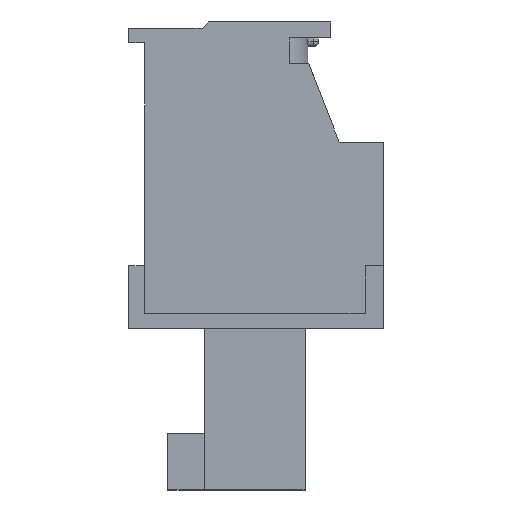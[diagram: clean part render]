
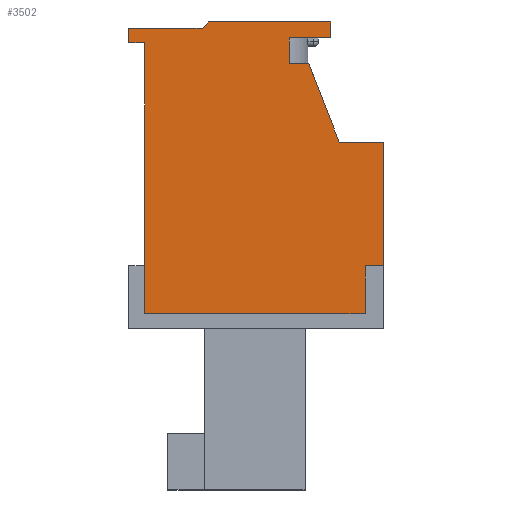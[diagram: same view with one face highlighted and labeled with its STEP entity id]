
A CAD part, left-side view. The second image highlights one B-rep face of the part: STEP entity #3502.
In plain terms, the highlighted planar face has unit normal (-1, 0, 0).
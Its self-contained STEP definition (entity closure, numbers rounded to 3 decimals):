
#3502 = ADVANCED_FACE( '', ( #7368 ), #7369, .T. );
#7368 = FACE_OUTER_BOUND( '', #11700, .T. );
#7369 = PLANE( '', #11701 );
#11700 = EDGE_LOOP( '', ( #21371, #21372, #21373, #21374, #21375, #21376, #21377, #21378, #21379, #21380, #21381, #21382, #21383, #21384, #21385, #21386 ) );
#11701 = AXIS2_PLACEMENT_3D( '', #21387, #21388, #21389 );
#21371 = ORIENTED_EDGE( '', *, *, #30475, .F. );
#21372 = ORIENTED_EDGE( '', *, *, #30476, .T. );
#21373 = ORIENTED_EDGE( '', *, *, #29314, .T. );
#21374 = ORIENTED_EDGE( '', *, *, #30168, .T. );
#21375 = ORIENTED_EDGE( '', *, *, #30290, .T. );
#21376 = ORIENTED_EDGE( '', *, *, #30477, .T. );
#21377 = ORIENTED_EDGE( '', *, *, #30478, .T. );
#21378 = ORIENTED_EDGE( '', *, *, #28135, .T. );
#21379 = ORIENTED_EDGE( '', *, *, #29387, .T. );
#21380 = ORIENTED_EDGE( '', *, *, #30479, .T. );
#21381 = ORIENTED_EDGE( '', *, *, #30480, .T. );
#21382 = ORIENTED_EDGE( '', *, *, #29107, .T. );
#21383 = ORIENTED_EDGE( '', *, *, #28217, .T. );
#21384 = ORIENTED_EDGE( '', *, *, #26478, .T. );
#21385 = ORIENTED_EDGE( '', *, *, #29654, .T. );
#21386 = ORIENTED_EDGE( '', *, *, #30481, .T. );
#21387 = CARTESIAN_POINT( '', ( -22.86, 0., 0. ) );
#21388 = DIRECTION( '', ( -1., 0., 0. ) );
#21389 = DIRECTION( '', ( 0., 0., 1. ) );
#26478 = EDGE_CURVE( '', #31674, #31672, #31675, .T. );
#28135 = EDGE_CURVE( '', #34533, #34534, #34535, .T. );
#28217 = EDGE_CURVE( '', #34664, #31674, #34665, .T. );
#29107 = EDGE_CURVE( '', #36047, #34664, #36048, .T. );
#29314 = EDGE_CURVE( '', #36345, #36343, #36346, .T. );
#29387 = EDGE_CURVE( '', #34534, #36455, #36456, .T. );
#29654 = EDGE_CURVE( '', #31672, #36824, #36825, .T. );
#30168 = EDGE_CURVE( '', #36343, #37538, #37539, .T. );
#30290 = EDGE_CURVE( '', #37538, #37701, #37702, .T. );
#30475 = EDGE_CURVE( '', #37944, #37945, #37946, .T. );
#30476 = EDGE_CURVE( '', #37944, #36345, #37947, .T. );
#30477 = EDGE_CURVE( '', #37701, #37948, #37949, .T. );
#30478 = EDGE_CURVE( '', #37948, #34533, #37950, .T. );
#30479 = EDGE_CURVE( '', #36455, #37951, #37952, .T. );
#30480 = EDGE_CURVE( '', #37951, #36047, #37953, .T. );
#30481 = EDGE_CURVE( '', #36824, #37945, #37954, .T. );
#31672 = VERTEX_POINT( '', #39341 );
#31674 = VERTEX_POINT( '', #39344 );
#31675 = LINE( '', #39345, #39346 );
#34533 = VERTEX_POINT( '', #43580 );
#34534 = VERTEX_POINT( '', #43581 );
#34535 = LINE( '', #43582, #43583 );
#34664 = VERTEX_POINT( '', #43769 );
#34665 = LINE( '', #43770, #43771 );
#36047 = VERTEX_POINT( '', #45836 );
#36048 = LINE( '', #45837, #45838 );
#36343 = VERTEX_POINT( '', #46275 );
#36345 = VERTEX_POINT( '', #46278 );
#36346 = LINE( '', #46279, #46280 );
#36455 = VERTEX_POINT( '', #46429 );
#36456 = LINE( '', #46430, #46431 );
#36824 = VERTEX_POINT( '', #46973 );
#36825 = LINE( '', #46974, #46975 );
#37538 = VERTEX_POINT( '', #48046 );
#37539 = LINE( '', #48047, #48048 );
#37701 = VERTEX_POINT( '', #48290 );
#37702 = LINE( '', #48291, #48292 );
#37944 = VERTEX_POINT( '', #48651 );
#37945 = VERTEX_POINT( '', #48652 );
#37946 = LINE( '', #48653, #48654 );
#37947 = LINE( '', #48655, #48656 );
#37948 = VERTEX_POINT( '', #48657 );
#37949 = LINE( '', #48658, #48659 );
#37950 = LINE( '', #48660, #48661 );
#37951 = VERTEX_POINT( '', #48662 );
#37952 = LINE( '', #48663, #48664 );
#37953 = LINE( '', #48665, #48666 );
#37954 = LINE( '', #48667, #48668 );
#39341 = CARTESIAN_POINT( '', ( -22.86, -5.25, 1.475 ) );
#39344 = CARTESIAN_POINT( '', ( -22.86, -5.25, -3.575 ) );
#39345 = CARTESIAN_POINT( '', ( -22.86, -5.25, -3.575 ) );
#39346 = VECTOR( '', #50497, 1000. );
#43580 = CARTESIAN_POINT( '', ( -22.86, 5.15, 6.125 ) );
#43581 = CARTESIAN_POINT( '', ( -22.86, 5.15, 5.525 ) );
#43582 = CARTESIAN_POINT( '', ( -22.86, 5.15, 6.125 ) );
#43583 = VECTOR( '', #52086, 1000. );
#43769 = CARTESIAN_POINT( '', ( -22.86, -4.5, -3.575 ) );
#43770 = CARTESIAN_POINT( '', ( -22.86, -4.5, -3.575 ) );
#43771 = VECTOR( '', #52165, 1000. );
#45836 = CARTESIAN_POINT( '', ( -22.86, -4.5, -5.525 ) );
#45837 = CARTESIAN_POINT( '', ( -22.86, -4.5, -5.525 ) );
#45838 = VECTOR( '', #53003, 1000. );
#46275 = CARTESIAN_POINT( '', ( -22.86, -3.1, 5.725 ) );
#46278 = CARTESIAN_POINT( '', ( -22.86, -1.4, 5.725 ) );
#46279 = CARTESIAN_POINT( '', ( -22.86, -2.2, 5.725 ) );
#46280 = VECTOR( '', #53192, 1000. );
#46429 = CARTESIAN_POINT( '', ( -22.86, 4.5, 5.525 ) );
#46430 = CARTESIAN_POINT( '', ( -22.86, 5.15, 5.525 ) );
#46431 = VECTOR( '', #53314, 1000. );
#46973 = CARTESIAN_POINT( '', ( -22.86, -3.45, 1.475 ) );
#46974 = CARTESIAN_POINT( '', ( -22.86, -5.25, 1.475 ) );
#46975 = VECTOR( '', #53548, 1000. );
#48046 = CARTESIAN_POINT( '', ( -22.86, -3.1, 6.375 ) );
#48047 = CARTESIAN_POINT( '', ( -22.86, -3.1, 5.725 ) );
#48048 = VECTOR( '', #54012, 1000. );
#48290 = CARTESIAN_POINT( '', ( -22.86, 1.9, 6.375 ) );
#48291 = CARTESIAN_POINT( '', ( -22.86, -3.1, 6.375 ) );
#48292 = VECTOR( '', #54119, 1000. );
#48651 = CARTESIAN_POINT( '', ( -22.86, -1.4, 4.675 ) );
#48652 = CARTESIAN_POINT( '', ( -22.86, -2.2, 4.675 ) );
#48653 = CARTESIAN_POINT( '', ( -22.86, -1.4, 4.675 ) );
#48654 = VECTOR( '', #54274, 1000. );
#48655 = CARTESIAN_POINT( '', ( -22.86, -1.4, 4.675 ) );
#48656 = VECTOR( '', #54275, 1000. );
#48657 = CARTESIAN_POINT( '', ( -22.86, 2.153, 6.125 ) );
#48658 = CARTESIAN_POINT( '', ( -22.86, 1.9, 6.375 ) );
#48659 = VECTOR( '', #54276, 1000. );
#48660 = CARTESIAN_POINT( '', ( -22.86, 2.153, 6.125 ) );
#48661 = VECTOR( '', #54277, 1000. );
#48662 = CARTESIAN_POINT( '', ( -22.86, 4.5, -5.525 ) );
#48663 = CARTESIAN_POINT( '', ( -22.86, 4.5, 5.525 ) );
#48664 = VECTOR( '', #54278, 1000. );
#48665 = CARTESIAN_POINT( '', ( -22.86, 4.5, -5.525 ) );
#48666 = VECTOR( '', #54279, 1000. );
#48667 = CARTESIAN_POINT( '', ( -22.86, -3.45, 1.475 ) );
#48668 = VECTOR( '', #54280, 1000. );
#50497 = DIRECTION( '', ( 0., 0., 1. ) );
#52086 = DIRECTION( '', ( 0., 0., -1. ) );
#52165 = DIRECTION( '', ( 0., -1., 0. ) );
#53003 = DIRECTION( '', ( 0., 0., 1. ) );
#53192 = DIRECTION( '', ( 0., -1., 0. ) );
#53314 = DIRECTION( '', ( 0., -1., 0. ) );
#53548 = DIRECTION( '', ( 0., 1., 0. ) );
#54012 = DIRECTION( '', ( 0., 0., 1. ) );
#54119 = DIRECTION( '', ( 0., 1., 0. ) );
#54274 = DIRECTION( '', ( 0., -1., 0. ) );
#54275 = DIRECTION( '', ( 0., 0., 1. ) );
#54276 = DIRECTION( '', ( 0., 0.711, -0.704 ) );
#54277 = DIRECTION( '', ( 0., 1., 0. ) );
#54278 = DIRECTION( '', ( 0., 0., -1. ) );
#54279 = DIRECTION( '', ( 0., -1., 0. ) );
#54280 = DIRECTION( '', ( 0., 0.364, 0.931 ) );
